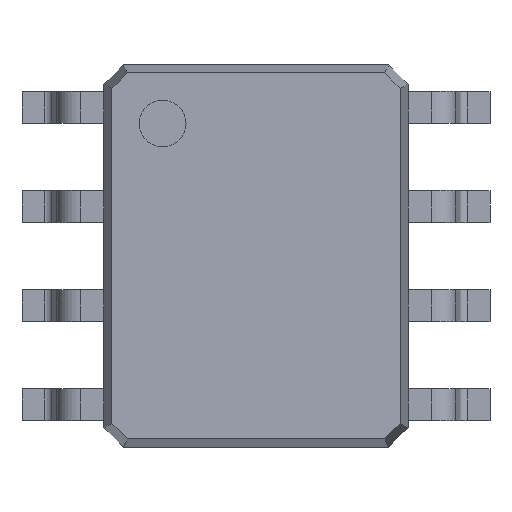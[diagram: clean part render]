
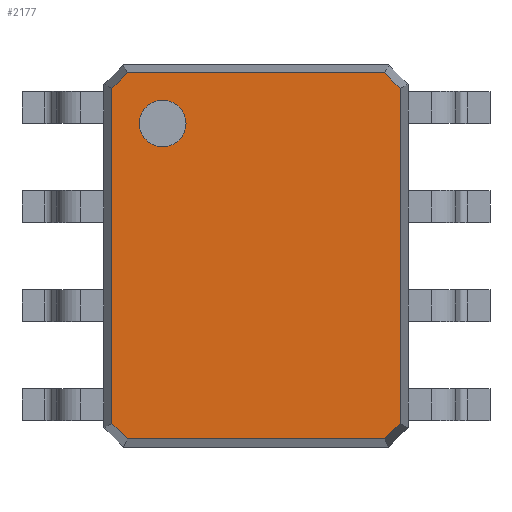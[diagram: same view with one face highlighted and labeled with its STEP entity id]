
A CAD part, top view. The second image highlights one B-rep face of the part: STEP entity #2177.
In plain terms, the highlighted planar face has unit normal (0, 0, 1).
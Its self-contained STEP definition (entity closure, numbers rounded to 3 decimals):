
#13=DIRECTION('',(0.,0.,1.));
#27=VECTOR('',#28,1.);
#28=DIRECTION('',(1.,0.,0.));
#51=VECTOR('',#52,1.);
#52=DIRECTION('',(0.707,-0.707,0.));
#58=VECTOR('',#59,1.);
#59=DIRECTION('',(0.,-1.,0.));
#65=VECTOR('',#66,1.);
#66=DIRECTION('',(-0.707,-0.707,0.));
#72=VECTOR('',#73,1.);
#73=DIRECTION('',(-1.,0.,0.));
#79=VECTOR('',#80,1.);
#80=DIRECTION('',(-0.707,0.707,0.));
#86=VECTOR('',#87,1.);
#87=DIRECTION('',(0.,1.,0.));
#91=VECTOR('',#92,1.);
#92=DIRECTION('',(0.707,0.707,0.));
#878=VERTEX_POINT('',#879);
#879=CARTESIAN_POINT('',(-1.847,2.149,1.55));
#881=ORIENTED_EDGE('',*,*,#882,.F.);
#882=EDGE_CURVE('',#883,#878,#885,.T.);
#883=VERTEX_POINT('',#884);
#884=CARTESIAN_POINT('',(-1.847,-2.149,1.55));
#885=LINE('',#884,#86);
#896=VERTEX_POINT('',#897);
#897=CARTESIAN_POINT('',(-1.649,2.347,1.55));
#899=ORIENTED_EDGE('',*,*,#900,.F.);
#900=EDGE_CURVE('',#878,#896,#901,.T.);
#901=LINE('',#879,#91);
#910=VERTEX_POINT('',#911);
#911=CARTESIAN_POINT('',(1.649,2.347,1.55));
#913=ORIENTED_EDGE('',*,*,#914,.F.);
#914=EDGE_CURVE('',#896,#910,#915,.T.);
#915=LINE('',#897,#27);
#924=VERTEX_POINT('',#925);
#925=CARTESIAN_POINT('',(1.847,2.149,1.55));
#927=ORIENTED_EDGE('',*,*,#928,.F.);
#928=EDGE_CURVE('',#910,#924,#929,.T.);
#929=LINE('',#911,#51);
#970=VERTEX_POINT('',#971);
#971=CARTESIAN_POINT('',(1.847,-2.149,1.55));
#973=ORIENTED_EDGE('',*,*,#974,.F.);
#974=EDGE_CURVE('',#924,#970,#975,.T.);
#975=LINE('',#925,#58);
#2177=ADVANCED_FACE('',(#2178,#2193),#2203,.T.);
#2178=FACE_BOUND('',#2179,.T.);
#2179=EDGE_LOOP('',(#913,#899,#881,#2180,#2185,#2190,#973,#927));
#2180=ORIENTED_EDGE('',*,*,#2181,.F.);
#2181=EDGE_CURVE('',#2182,#883,#2184,.T.);
#2182=VERTEX_POINT('',#2183);
#2183=CARTESIAN_POINT('',(-1.649,-2.347,1.55));
#2184=LINE('',#2183,#79);
#2185=ORIENTED_EDGE('',*,*,#2186,.F.);
#2186=EDGE_CURVE('',#2187,#2182,#2189,.T.);
#2187=VERTEX_POINT('',#2188);
#2188=CARTESIAN_POINT('',(1.649,-2.347,1.55));
#2189=LINE('',#2188,#72);
#2190=ORIENTED_EDGE('',*,*,#2191,.F.);
#2191=EDGE_CURVE('',#970,#2187,#2192,.T.);
#2192=LINE('',#971,#65);
#2193=FACE_BOUND('',#2194,.T.);
#2194=EDGE_LOOP('',(#2195));
#2195=ORIENTED_EDGE('',*,*,#2196,.T.);
#2196=EDGE_CURVE('',#2197,#2197,#2199,.T.);
#2197=VERTEX_POINT('',#2198);
#2198=CARTESIAN_POINT('',(-1.197,1.397,1.55));
#2199=CIRCLE('',#2200,0.3);
#2200=AXIS2_PLACEMENT_3D('',#2201,#2202,#59);
#2201=CARTESIAN_POINT('',(-1.197,1.697,1.55));
#2202=DIRECTION('',(0.,-0.,-1.));
#2203=PLANE('',#2204);
#2204=AXIS2_PLACEMENT_3D('',#897,#13,#2205);
#2205=DIRECTION('',(0.575,-0.818,0.));
